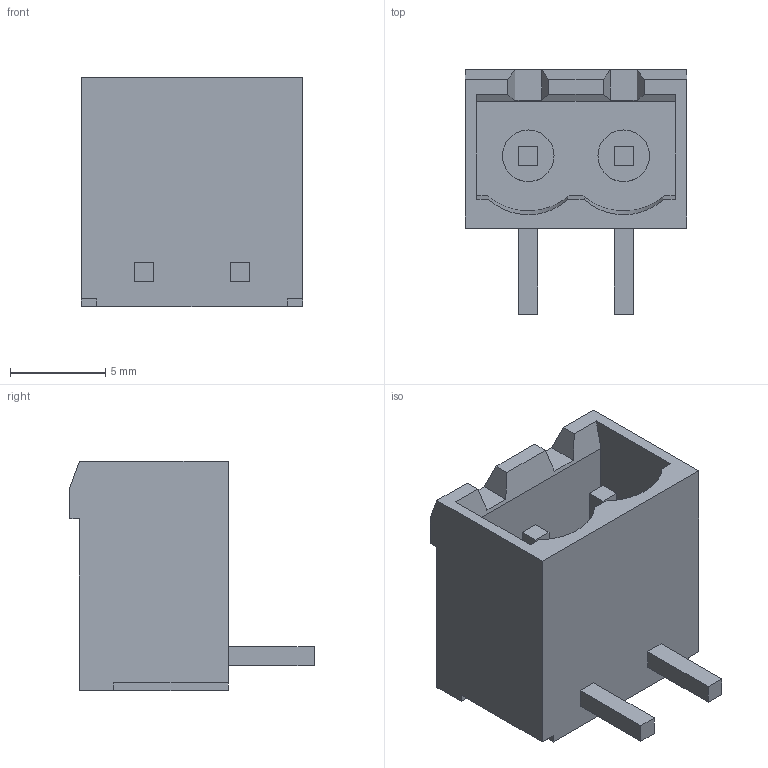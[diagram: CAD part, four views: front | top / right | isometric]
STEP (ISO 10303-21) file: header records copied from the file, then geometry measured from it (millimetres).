
FILE_DESCRIPTION((''),'2;1');
FILE_NAME('C-2350513-2','2019-07-24T08:17:29',('workeradm'),('TE Connectivity Ltd.'),'CREO PARAMETRIC BY PTC INC, 2019030','CREO PARAMETRIC BY PTC INC, 2019030','');
FILE_SCHEMA(('AUTOMOTIVE_DESIGN { 1 0 10303 214 1 1 1 1 }'));
Length unit declared in the file: millimetre
Products named in the file (1): C-2350513-2
Bounding box: 11.6 x 12.8 x 12 mm (x, y, z)
Volume: 651.9 mm3; surface area: 1018.5 mm2
Topology: 1 solids, 1 shells, 65 faces, 167 edges, 110 vertices
Faces by surface type: plane 57, cylinder 8
Entity records: 2356 total; most frequent: CARTESIAN_POINT 393, ORIENTED_EDGE 334, DIRECTION 299, EDGE_CURVE 167, VECTOR 149, LINE 149, COLOUR_RGB 126, VERTEX_POINT 110
